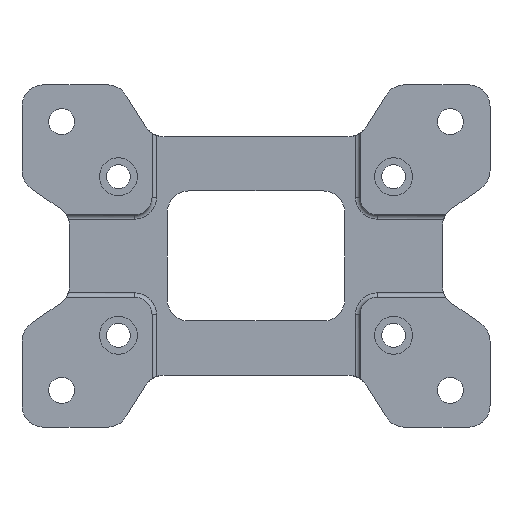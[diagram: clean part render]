
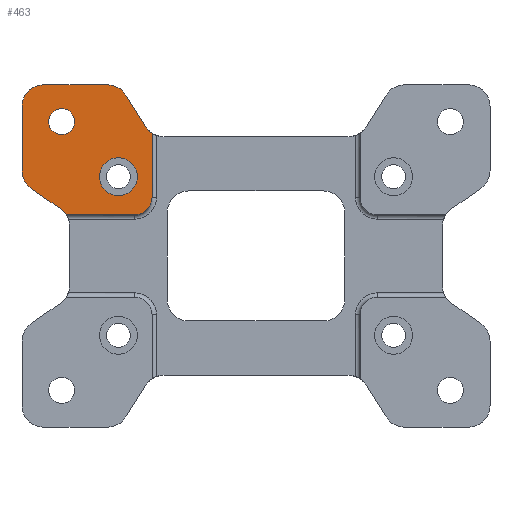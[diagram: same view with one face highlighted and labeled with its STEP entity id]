
A CAD part, front view. The second image highlights one B-rep face of the part: STEP entity #463.
In plain terms, the highlighted planar face has unit normal (0, -1, 0).
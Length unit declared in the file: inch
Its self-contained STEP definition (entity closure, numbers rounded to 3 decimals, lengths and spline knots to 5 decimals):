
#58 = CARTESIAN_POINT ( 'NONE',  ( -2.36467, -0.31496, 2.92517 ) ) ;
#100 = EDGE_CURVE ( 'NONE', #3467, #3811, #2434, .T. ) ;
#143 = CARTESIAN_POINT ( 'NONE',  ( -2.69855, -0.31496, 3.11024 ) ) ;
#181 = CARTESIAN_POINT ( 'NONE',  ( -1.67166, -0.31496, 2.55906 ) ) ;
#202 = DIRECTION ( 'NONE',  ( 0., 1., 0. ) ) ;
#240 = VERTEX_POINT ( 'NONE', #353 ) ;
#284 = CARTESIAN_POINT ( 'NONE',  ( -1.88976, -0.31496, 2.23129 ) ) ;
#291 = ORIENTED_EDGE ( 'NONE', *, *, #1291, .T. ) ;
#353 = CARTESIAN_POINT ( 'NONE',  ( -3.4477, -0.31496, 0.74803 ) ) ;
#385 = DIRECTION ( 'NONE',  ( 0., 1., 0. ) ) ;
#388 = CARTESIAN_POINT ( 'NONE',  ( -3.77953, -0.31496, 0.53616 ) ) ;
#428 = PLANE ( 'NONE',  #3582 ) ;
#463 = ADVANCED_FACE ( 'NONE', ( #2380, #2590, #1764 ), #428, .F. ) ;
#464 = ORIENTED_EDGE ( 'NONE', *, *, #1628, .T. ) ;
#503 = VERTEX_POINT ( 'NONE', #143 ) ;
#538 = EDGE_CURVE ( 'NONE', #3496, #2519, #1459, .T. ) ;
#579 = DIRECTION ( 'NONE',  ( 0., -1., 0. ) ) ;
#693 = CIRCLE ( 'NONE', #3120, 0.3937 ) ;
#706 = DIRECTION ( 'NONE',  ( 0., 0., 1. ) ) ;
#735 = AXIS2_PLACEMENT_3D ( 'NONE', #181, #2437, #1134 ) ;
#744 = VECTOR ( 'NONE', #1088, 39.37008 ) ;
#761 = CIRCLE ( 'NONE', #4115, 0.3937 ) ;
#856 = DIRECTION ( 'NONE',  ( 0., 0., -1. ) ) ;
#876 = ORIENTED_EDGE ( 'NONE', *, *, #1319, .T. ) ;
#879 = DIRECTION ( 'NONE',  ( 1., 0., 0. ) ) ;
#882 = CARTESIAN_POINT ( 'NONE',  ( -2.5, -0.31496, 1.78543 ) ) ;
#897 = AXIS2_PLACEMENT_3D ( 'NONE', #3461, #1886, #856 ) ;
#990 = ORIENTED_EDGE ( 'NONE', *, *, #3174, .T. ) ;
#1040 = EDGE_LOOP ( 'NONE', ( #990, #291 ) ) ;
#1041 = CIRCLE ( 'NONE', #3357, 0.31496 ) ;
#1054 = DIRECTION ( 'NONE',  ( 0., 1., 0. ) ) ;
#1088 = DIRECTION ( 'NONE',  ( 0.53, 0., -0.848 ) ) ;
#1134 = DIRECTION ( 'NONE',  ( 0., 0., 1. ) ) ;
#1167 = EDGE_CURVE ( 'NONE', #1577, #2519, #2275, .T. ) ;
#1277 = DIRECTION ( 'NONE',  ( 0., -1., 0. ) ) ;
#1291 = EDGE_CURVE ( 'NONE', #1375, #1841, #4026, .T. ) ;
#1319 = EDGE_CURVE ( 'NONE', #240, #4141, #1994, .T. ) ;
#1328 = EDGE_LOOP ( 'NONE', ( #3799, #3507 ) ) ;
#1375 = VERTEX_POINT ( 'NONE', #1538 ) ;
#1384 = AXIS2_PLACEMENT_3D ( 'NONE', #1922, #4221, #3558 ) ;
#1440 = CARTESIAN_POINT ( 'NONE',  ( -3.85827, -0.31496, 3.11024 ) ) ;
#1442 = ORIENTED_EDGE ( 'NONE', *, *, #4014, .T. ) ;
#1457 = EDGE_CURVE ( 'NONE', #1549, #3333, #3515, .T. ) ;
#1459 = CIRCLE ( 'NONE', #735, 0.3937 ) ;
#1477 = VECTOR ( 'NONE', #879, 39.37008 ) ;
#1538 = CARTESIAN_POINT ( 'NONE',  ( -3.5315, -0.31496, 2.20472 ) ) ;
#1545 = CARTESIAN_POINT ( 'NONE',  ( 4.25197, -0.31496, 3.11024 ) ) ;
#1549 = VERTEX_POINT ( 'NONE', #1973 ) ;
#1551 = DIRECTION ( 'NONE',  ( 0., 0., 1. ) ) ;
#1572 = DIRECTION ( 'NONE',  ( 0., -1., 0. ) ) ;
#1577 = VERTEX_POINT ( 'NONE', #58 ) ;
#1628 = EDGE_CURVE ( 'NONE', #2857, #1724, #761, .T. ) ;
#1635 = DIRECTION ( 'NONE',  ( 0., 0., -1. ) ) ;
#1724 = VERTEX_POINT ( 'NONE', #3985 ) ;
#1743 = CARTESIAN_POINT ( 'NONE',  ( -2.00553, -0.31496, 2.35043 ) ) ;
#1762 = DIRECTION ( 'NONE',  ( 0., 0., 1. ) ) ;
#1764 = FACE_OUTER_BOUND ( 'NONE', #4098, .T. ) ;
#1841 = VERTEX_POINT ( 'NONE', #2454 ) ;
#1886 = DIRECTION ( 'NONE',  ( 0., -1., 0. ) ) ;
#1894 = CIRCLE ( 'NONE', #897, 0.34449 ) ;
#1899 = CARTESIAN_POINT ( 'NONE',  ( -3.85827, -0.31496, 1.54572 ) ) ;
#1922 = CARTESIAN_POINT ( 'NONE',  ( -3.5315, -0.31496, 2.44094 ) ) ;
#1957 = CARTESIAN_POINT ( 'NONE',  ( -2.5, -0.31496, 1.44094 ) ) ;
#1965 = CARTESIAN_POINT ( 'NONE',  ( -1.88976, -0.31496, 1.06299 ) ) ;
#1973 = CARTESIAN_POINT ( 'NONE',  ( -4.25197, -0.31496, 1.54572 ) ) ;
#1994 = LINE ( 'NONE', #2493, #1477 ) ;
#2010 = DIRECTION ( 'NONE',  ( 0., -1., 0. ) ) ;
#2043 = ORIENTED_EDGE ( 'NONE', *, *, #4156, .F. ) ;
#2046 = CIRCLE ( 'NONE', #2652, 0.3937 ) ;
#2052 = EDGE_CURVE ( 'NONE', #3811, #3467, #1894, .T. ) ;
#2055 = VECTOR ( 'NONE', #2878, 39.37008 ) ;
#2071 = CARTESIAN_POINT ( 'NONE',  ( -2.48031, -0.31496, 3.11024 ) ) ;
#2127 = EDGE_CURVE ( 'NONE', #3333, #4082, #3976, .T. ) ;
#2135 = EDGE_CURVE ( 'NONE', #1577, #503, #2046, .T. ) ;
#2155 = LINE ( 'NONE', #1545, #3832 ) ;
#2209 = CARTESIAN_POINT ( 'NONE',  ( -3.38583, -0.31496, 0.7433 ) ) ;
#2217 = DIRECTION ( 'NONE',  ( 1., 0., 0. ) ) ;
#2272 = ORIENTED_EDGE ( 'NONE', *, *, #538, .T. ) ;
#2275 = LINE ( 'NONE', #2071, #744 ) ;
#2325 = CIRCLE ( 'NONE', #1384, 0.23622 ) ;
#2380 = FACE_BOUND ( 'NONE', #1040, .T. ) ;
#2434 = CIRCLE ( 'NONE', #4130, 0.34449 ) ;
#2437 = DIRECTION ( 'NONE',  ( 0., 1., 0. ) ) ;
#2454 = CARTESIAN_POINT ( 'NONE',  ( -3.5315, -0.31496, 2.67717 ) ) ;
#2483 = CARTESIAN_POINT ( 'NONE',  ( -3.5315, -0.31496, 2.44094 ) ) ;
#2493 = CARTESIAN_POINT ( 'NONE',  ( -4.25197, -0.31496, 0.74803 ) ) ;
#2514 = AXIS2_PLACEMENT_3D ( 'NONE', #1899, #3258, #3583 ) ;
#2517 = LINE ( 'NONE', #3964, #4036 ) ;
#2519 = VERTEX_POINT ( 'NONE', #1743 ) ;
#2526 = ORIENTED_EDGE ( 'NONE', *, *, #2135, .T. ) ;
#2590 = FACE_BOUND ( 'NONE', #1328, .T. ) ;
#2621 = CARTESIAN_POINT ( 'NONE',  ( -2.20472, -0.31496, 1.06299 ) ) ;
#2652 = AXIS2_PLACEMENT_3D ( 'NONE', #3538, #1277, #3528 ) ;
#2680 = DIRECTION ( 'NONE',  ( 0., 0., 1. ) ) ;
#2700 = ORIENTED_EDGE ( 'NONE', *, *, #2127, .T. ) ;
#2812 = ORIENTED_EDGE ( 'NONE', *, *, #1167, .F. ) ;
#2820 = CARTESIAN_POINT ( 'NONE',  ( -4.08126, -0.31496, 1.22126 ) ) ;
#2857 = VERTEX_POINT ( 'NONE', #1440 ) ;
#2878 = DIRECTION ( 'NONE',  ( 0., 0., 1. ) ) ;
#2891 = DIRECTION ( 'NONE',  ( 0.824, 0., -0.566 ) ) ;
#2973 = VECTOR ( 'NONE', #2891, 39.37008 ) ;
#3021 = LINE ( 'NONE', #3830, #2055 ) ;
#3030 = AXIS2_PLACEMENT_3D ( 'NONE', #2483, #202, #1551 ) ;
#3120 = AXIS2_PLACEMENT_3D ( 'NONE', #388, #1054, #2680 ) ;
#3174 = EDGE_CURVE ( 'NONE', #1841, #1375, #2325, .T. ) ;
#3187 = ORIENTED_EDGE ( 'NONE', *, *, #1457, .T. ) ;
#3258 = DIRECTION ( 'NONE',  ( 0., -1., 0. ) ) ;
#3265 = CARTESIAN_POINT ( 'NONE',  ( -2.5, -0.31496, 1.09646 ) ) ;
#3277 = ORIENTED_EDGE ( 'NONE', *, *, #3434, .T. ) ;
#3286 = DIRECTION ( 'NONE',  ( 0., 0., 1. ) ) ;
#3287 = CARTESIAN_POINT ( 'NONE',  ( -3.55653, -0.31496, 0.86062 ) ) ;
#3317 = CARTESIAN_POINT ( 'NONE',  ( -2.20472, -0.31496, 0.74803 ) ) ;
#3333 = VERTEX_POINT ( 'NONE', #2820 ) ;
#3357 = AXIS2_PLACEMENT_3D ( 'NONE', #2621, #1572, #3286 ) ;
#3375 = CARTESIAN_POINT ( 'NONE',  ( 0., -0.31496, 0. ) ) ;
#3434 = EDGE_CURVE ( 'NONE', #4141, #4066, #1041, .T. ) ;
#3461 = CARTESIAN_POINT ( 'NONE',  ( -2.5, -0.31496, 1.44094 ) ) ;
#3467 = VERTEX_POINT ( 'NONE', #3265 ) ;
#3496 = VERTEX_POINT ( 'NONE', #284 ) ;
#3507 = ORIENTED_EDGE ( 'NONE', *, *, #2052, .F. ) ;
#3515 = CIRCLE ( 'NONE', #2514, 0.3937 ) ;
#3528 = DIRECTION ( 'NONE',  ( 0., 0., 1. ) ) ;
#3538 = CARTESIAN_POINT ( 'NONE',  ( -2.69855, -0.31496, 2.71654 ) ) ;
#3558 = DIRECTION ( 'NONE',  ( 0., 0., 1. ) ) ;
#3582 = AXIS2_PLACEMENT_3D ( 'NONE', #3375, #385, #4017 ) ;
#3583 = DIRECTION ( 'NONE',  ( 0., 0., 1. ) ) ;
#3799 = ORIENTED_EDGE ( 'NONE', *, *, #100, .F. ) ;
#3811 = VERTEX_POINT ( 'NONE', #882 ) ;
#3830 = CARTESIAN_POINT ( 'NONE',  ( -1.88976, -0.31496, -3.11024 ) ) ;
#3832 = VECTOR ( 'NONE', #2217, 39.37008 ) ;
#3838 = ORIENTED_EDGE ( 'NONE', *, *, #3878, .F. ) ;
#3878 = EDGE_CURVE ( 'NONE', #2857, #503, #2155, .T. ) ;
#3944 = ORIENTED_EDGE ( 'NONE', *, *, #4214, .T. ) ;
#3957 = CARTESIAN_POINT ( 'NONE',  ( -3.85827, -0.31496, 2.71654 ) ) ;
#3964 = CARTESIAN_POINT ( 'NONE',  ( -4.25197, -0.31496, 3.11024 ) ) ;
#3976 = LINE ( 'NONE', #2209, #2973 ) ;
#3985 = CARTESIAN_POINT ( 'NONE',  ( -4.25197, -0.31496, 2.71654 ) ) ;
#4014 = EDGE_CURVE ( 'NONE', #4066, #3496, #3021, .T. ) ;
#4017 = DIRECTION ( 'NONE',  ( 0., 0., 1. ) ) ;
#4026 = CIRCLE ( 'NONE', #3030, 0.23622 ) ;
#4036 = VECTOR ( 'NONE', #706, 39.37008 ) ;
#4066 = VERTEX_POINT ( 'NONE', #1965 ) ;
#4082 = VERTEX_POINT ( 'NONE', #3287 ) ;
#4098 = EDGE_LOOP ( 'NONE', ( #876, #3277, #1442, #2272, #2812, #2526, #3838, #464, #2043, #3187, #2700, #3944 ) ) ;
#4115 = AXIS2_PLACEMENT_3D ( 'NONE', #3957, #2010, #1762 ) ;
#4130 = AXIS2_PLACEMENT_3D ( 'NONE', #1957, #579, #1635 ) ;
#4141 = VERTEX_POINT ( 'NONE', #3317 ) ;
#4156 = EDGE_CURVE ( 'NONE', #1549, #1724, #2517, .T. ) ;
#4214 = EDGE_CURVE ( 'NONE', #4082, #240, #693, .T. ) ;
#4221 = DIRECTION ( 'NONE',  ( 0., 1., 0. ) ) ;
